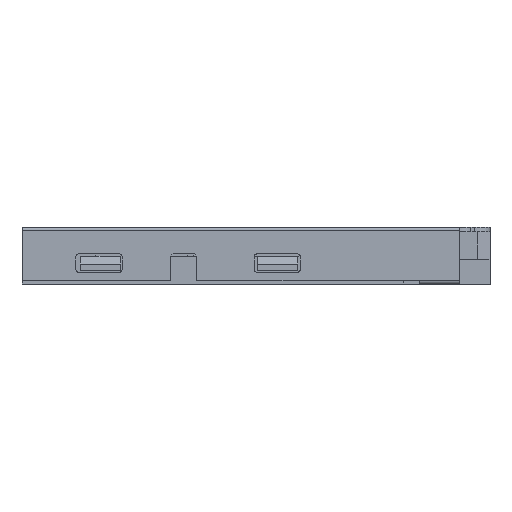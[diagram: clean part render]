
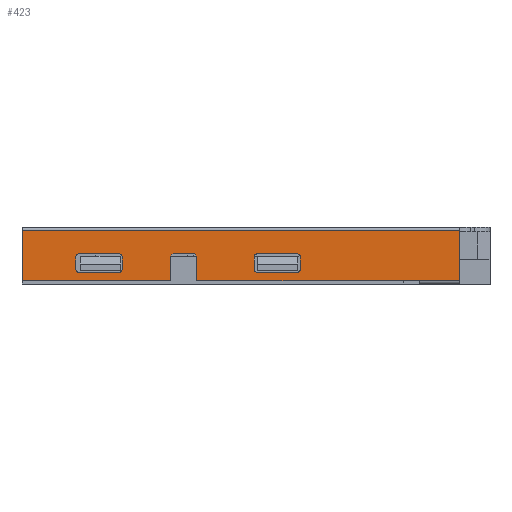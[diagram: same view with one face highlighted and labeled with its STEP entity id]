
A CAD part, left-side view. The second image highlights one B-rep face of the part: STEP entity #423.
In plain terms, the highlighted planar face has unit normal (-1, 0, 0).
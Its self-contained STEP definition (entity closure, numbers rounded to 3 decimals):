
#326 = VERTEX_POINT('',#327);
#327 = CARTESIAN_POINT('',(-7.,2.73,0.14));
#335 = VERTEX_POINT('',#336);
#336 = CARTESIAN_POINT('',(-7.,7.56,0.14));
#342 = EDGE_CURVE('',#326,#335,#343,.T.);
#343 = LINE('',#344,#345);
#344 = CARTESIAN_POINT('',(-7.,2.73,0.14));
#345 = VECTOR('',#346,1.);
#346 = DIRECTION('',(0.,1.,0.));
#357 = VERTEX_POINT('',#358);
#358 = CARTESIAN_POINT('',(-7.,-5.34,0.14));
#374 = VERTEX_POINT('',#375);
#375 = CARTESIAN_POINT('',(-7.,1.88,0.14));
#381 = EDGE_CURVE('',#357,#374,#382,.T.);
#382 = LINE('',#383,#384);
#383 = CARTESIAN_POINT('',(-7.,-5.34,0.14));
#384 = VECTOR('',#385,1.);
#385 = DIRECTION('',(0.,1.,0.));
#395 = EDGE_CURVE('',#326,#396,#398,.T.);
#396 = VERTEX_POINT('',#397);
#397 = CARTESIAN_POINT('',(-7.,2.73,0.95));
#398 = LINE('',#399,#400);
#399 = CARTESIAN_POINT('',(-7.,2.73,0.14));
#400 = VECTOR('',#401,1.);
#401 = DIRECTION('',(0.,0.,1.));
#423 = ADVANCED_FACE('',(#424,#489,#559),#629,.T.);
#424 = FACE_BOUND('',#425,.F.);
#425 = EDGE_LOOP('',(#426,#436,#444,#450,#451,#459,#467,#475,#481,#482,
    #483));
#426 = ORIENTED_EDGE('',*,*,#427,.F.);
#427 = EDGE_CURVE('',#428,#430,#432,.T.);
#428 = VERTEX_POINT('',#429);
#429 = CARTESIAN_POINT('',(-7.,-6.64,1.79));
#430 = VERTEX_POINT('',#431);
#431 = CARTESIAN_POINT('',(-7.,7.56,1.79));
#432 = LINE('',#433,#434);
#433 = CARTESIAN_POINT('',(-7.,-6.64,1.79));
#434 = VECTOR('',#435,1.);
#435 = DIRECTION('',(0.,1.,0.));
#436 = ORIENTED_EDGE('',*,*,#437,.T.);
#437 = EDGE_CURVE('',#428,#438,#440,.T.);
#438 = VERTEX_POINT('',#439);
#439 = CARTESIAN_POINT('',(-7.,-6.64,0.14));
#440 = LINE('',#441,#442);
#441 = CARTESIAN_POINT('',(-7.,-6.64,1.79));
#442 = VECTOR('',#443,1.);
#443 = DIRECTION('',(0.,0.,-1.));
#444 = ORIENTED_EDGE('',*,*,#445,.T.);
#445 = EDGE_CURVE('',#438,#357,#446,.T.);
#446 = LINE('',#447,#448);
#447 = CARTESIAN_POINT('',(-7.,-6.64,0.14));
#448 = VECTOR('',#449,1.);
#449 = DIRECTION('',(0.,1.,0.));
#450 = ORIENTED_EDGE('',*,*,#381,.T.);
#451 = ORIENTED_EDGE('',*,*,#452,.T.);
#452 = EDGE_CURVE('',#374,#453,#455,.T.);
#453 = VERTEX_POINT('',#454);
#454 = CARTESIAN_POINT('',(-7.,1.88,0.95));
#455 = LINE('',#456,#457);
#456 = CARTESIAN_POINT('',(-7.,1.88,0.14));
#457 = VECTOR('',#458,1.);
#458 = DIRECTION('',(0.,0.,1.));
#459 = ORIENTED_EDGE('',*,*,#460,.T.);
#460 = EDGE_CURVE('',#453,#461,#463,.T.);
#461 = VERTEX_POINT('',#462);
#462 = CARTESIAN_POINT('',(-7.,1.955,1.04));
#463 = LINE('',#464,#465);
#464 = CARTESIAN_POINT('',(-7.,1.88,0.95));
#465 = VECTOR('',#466,1.);
#466 = DIRECTION('',(0.,0.64,0.768));
#467 = ORIENTED_EDGE('',*,*,#468,.T.);
#468 = EDGE_CURVE('',#461,#469,#471,.T.);
#469 = VERTEX_POINT('',#470);
#470 = CARTESIAN_POINT('',(-7.,2.655,1.04));
#471 = LINE('',#472,#473);
#472 = CARTESIAN_POINT('',(-7.,1.955,1.04));
#473 = VECTOR('',#474,1.);
#474 = DIRECTION('',(0.,1.,0.));
#475 = ORIENTED_EDGE('',*,*,#476,.T.);
#476 = EDGE_CURVE('',#469,#396,#477,.T.);
#477 = LINE('',#478,#479);
#478 = CARTESIAN_POINT('',(-7.,2.655,1.04));
#479 = VECTOR('',#480,1.);
#480 = DIRECTION('',(0.,0.64,-0.768));
#481 = ORIENTED_EDGE('',*,*,#395,.F.);
#482 = ORIENTED_EDGE('',*,*,#342,.T.);
#483 = ORIENTED_EDGE('',*,*,#484,.F.);
#484 = EDGE_CURVE('',#430,#335,#485,.T.);
#485 = LINE('',#486,#487);
#486 = CARTESIAN_POINT('',(-7.,7.56,1.79));
#487 = VECTOR('',#488,1.);
#488 = DIRECTION('',(0.,0.,-1.));
#489 = FACE_BOUND('',#490,.F.);
#490 = EDGE_LOOP('',(#491,#502,#510,#519,#527,#536,#544,#553));
#491 = ORIENTED_EDGE('',*,*,#492,.T.);
#492 = EDGE_CURVE('',#493,#495,#497,.T.);
#493 = VERTEX_POINT('',#494);
#494 = CARTESIAN_POINT('',(-7.,-0.08,1.02));
#495 = VERTEX_POINT('',#496);
#496 = CARTESIAN_POINT('',(-7.,0.02,0.92));
#497 = CIRCLE('',#498,0.1);
#498 = AXIS2_PLACEMENT_3D('',#499,#500,#501);
#499 = CARTESIAN_POINT('',(-7.,-0.08,0.92));
#500 = DIRECTION('',(-1.,0.,0.));
#501 = DIRECTION('',(0.,0.,1.));
#502 = ORIENTED_EDGE('',*,*,#503,.T.);
#503 = EDGE_CURVE('',#495,#504,#506,.T.);
#504 = VERTEX_POINT('',#505);
#505 = CARTESIAN_POINT('',(-7.,0.02,0.52));
#506 = LINE('',#507,#508);
#507 = CARTESIAN_POINT('',(-7.,0.02,0.92));
#508 = VECTOR('',#509,1.);
#509 = DIRECTION('',(0.,0.,-1.));
#510 = ORIENTED_EDGE('',*,*,#511,.T.);
#511 = EDGE_CURVE('',#504,#512,#514,.T.);
#512 = VERTEX_POINT('',#513);
#513 = CARTESIAN_POINT('',(-7.,-0.08,0.42));
#514 = CIRCLE('',#515,0.1);
#515 = AXIS2_PLACEMENT_3D('',#516,#517,#518);
#516 = CARTESIAN_POINT('',(-7.,-0.08,0.52));
#517 = DIRECTION('',(-1.,0.,0.));
#518 = DIRECTION('',(0.,1.,0.));
#519 = ORIENTED_EDGE('',*,*,#520,.T.);
#520 = EDGE_CURVE('',#512,#521,#523,.T.);
#521 = VERTEX_POINT('',#522);
#522 = CARTESIAN_POINT('',(-7.,-1.38,0.42));
#523 = LINE('',#524,#525);
#524 = CARTESIAN_POINT('',(-7.,-0.08,0.42));
#525 = VECTOR('',#526,1.);
#526 = DIRECTION('',(0.,-1.,0.));
#527 = ORIENTED_EDGE('',*,*,#528,.T.);
#528 = EDGE_CURVE('',#521,#529,#531,.T.);
#529 = VERTEX_POINT('',#530);
#530 = CARTESIAN_POINT('',(-7.,-1.48,0.52));
#531 = CIRCLE('',#532,0.1);
#532 = AXIS2_PLACEMENT_3D('',#533,#534,#535);
#533 = CARTESIAN_POINT('',(-7.,-1.38,0.52));
#534 = DIRECTION('',(-1.,0.,0.));
#535 = DIRECTION('',(0.,0.,-1.));
#536 = ORIENTED_EDGE('',*,*,#537,.T.);
#537 = EDGE_CURVE('',#529,#538,#540,.T.);
#538 = VERTEX_POINT('',#539);
#539 = CARTESIAN_POINT('',(-7.,-1.48,0.92));
#540 = LINE('',#541,#542);
#541 = CARTESIAN_POINT('',(-7.,-1.48,0.52));
#542 = VECTOR('',#543,1.);
#543 = DIRECTION('',(0.,0.,1.));
#544 = ORIENTED_EDGE('',*,*,#545,.T.);
#545 = EDGE_CURVE('',#538,#546,#548,.T.);
#546 = VERTEX_POINT('',#547);
#547 = CARTESIAN_POINT('',(-7.,-1.38,1.02));
#548 = CIRCLE('',#549,0.1);
#549 = AXIS2_PLACEMENT_3D('',#550,#551,#552);
#550 = CARTESIAN_POINT('',(-7.,-1.38,0.92));
#551 = DIRECTION('',(-1.,0.,0.));
#552 = DIRECTION('',(0.,-1.,0.));
#553 = ORIENTED_EDGE('',*,*,#554,.T.);
#554 = EDGE_CURVE('',#546,#493,#555,.T.);
#555 = LINE('',#556,#557);
#556 = CARTESIAN_POINT('',(-7.,-1.38,1.02));
#557 = VECTOR('',#558,1.);
#558 = DIRECTION('',(0.,1.,0.));
#559 = FACE_BOUND('',#560,.F.);
#560 = EDGE_LOOP('',(#561,#572,#580,#589,#597,#606,#614,#623));
#561 = ORIENTED_EDGE('',*,*,#562,.T.);
#562 = EDGE_CURVE('',#563,#565,#567,.T.);
#563 = VERTEX_POINT('',#564);
#564 = CARTESIAN_POINT('',(-7.,5.71,1.02));
#565 = VERTEX_POINT('',#566);
#566 = CARTESIAN_POINT('',(-7.,5.81,0.92));
#567 = CIRCLE('',#568,0.1);
#568 = AXIS2_PLACEMENT_3D('',#569,#570,#571);
#569 = CARTESIAN_POINT('',(-7.,5.71,0.92));
#570 = DIRECTION('',(-1.,0.,0.));
#571 = DIRECTION('',(0.,0.,1.));
#572 = ORIENTED_EDGE('',*,*,#573,.T.);
#573 = EDGE_CURVE('',#565,#574,#576,.T.);
#574 = VERTEX_POINT('',#575);
#575 = CARTESIAN_POINT('',(-7.,5.81,0.52));
#576 = LINE('',#577,#578);
#577 = CARTESIAN_POINT('',(-7.,5.81,0.92));
#578 = VECTOR('',#579,1.);
#579 = DIRECTION('',(0.,0.,-1.));
#580 = ORIENTED_EDGE('',*,*,#581,.T.);
#581 = EDGE_CURVE('',#574,#582,#584,.T.);
#582 = VERTEX_POINT('',#583);
#583 = CARTESIAN_POINT('',(-7.,5.71,0.42));
#584 = CIRCLE('',#585,0.1);
#585 = AXIS2_PLACEMENT_3D('',#586,#587,#588);
#586 = CARTESIAN_POINT('',(-7.,5.71,0.52));
#587 = DIRECTION('',(-1.,0.,0.));
#588 = DIRECTION('',(0.,1.,0.));
#589 = ORIENTED_EDGE('',*,*,#590,.T.);
#590 = EDGE_CURVE('',#582,#591,#593,.T.);
#591 = VERTEX_POINT('',#592);
#592 = CARTESIAN_POINT('',(-7.,4.41,0.42));
#593 = LINE('',#594,#595);
#594 = CARTESIAN_POINT('',(-7.,5.71,0.42));
#595 = VECTOR('',#596,1.);
#596 = DIRECTION('',(0.,-1.,0.));
#597 = ORIENTED_EDGE('',*,*,#598,.T.);
#598 = EDGE_CURVE('',#591,#599,#601,.T.);
#599 = VERTEX_POINT('',#600);
#600 = CARTESIAN_POINT('',(-7.,4.31,0.52));
#601 = CIRCLE('',#602,0.1);
#602 = AXIS2_PLACEMENT_3D('',#603,#604,#605);
#603 = CARTESIAN_POINT('',(-7.,4.41,0.52));
#604 = DIRECTION('',(-1.,0.,0.));
#605 = DIRECTION('',(0.,0.,-1.));
#606 = ORIENTED_EDGE('',*,*,#607,.T.);
#607 = EDGE_CURVE('',#599,#608,#610,.T.);
#608 = VERTEX_POINT('',#609);
#609 = CARTESIAN_POINT('',(-7.,4.31,0.92));
#610 = LINE('',#611,#612);
#611 = CARTESIAN_POINT('',(-7.,4.31,0.52));
#612 = VECTOR('',#613,1.);
#613 = DIRECTION('',(0.,0.,1.));
#614 = ORIENTED_EDGE('',*,*,#615,.T.);
#615 = EDGE_CURVE('',#608,#616,#618,.T.);
#616 = VERTEX_POINT('',#617);
#617 = CARTESIAN_POINT('',(-7.,4.41,1.02));
#618 = CIRCLE('',#619,0.1);
#619 = AXIS2_PLACEMENT_3D('',#620,#621,#622);
#620 = CARTESIAN_POINT('',(-7.,4.41,0.92));
#621 = DIRECTION('',(-1.,0.,0.));
#622 = DIRECTION('',(0.,-1.,0.));
#623 = ORIENTED_EDGE('',*,*,#624,.T.);
#624 = EDGE_CURVE('',#616,#563,#625,.T.);
#625 = LINE('',#626,#627);
#626 = CARTESIAN_POINT('',(-7.,4.41,1.02));
#627 = VECTOR('',#628,1.);
#628 = DIRECTION('',(0.,1.,0.));
#629 = PLANE('',#630);
#630 = AXIS2_PLACEMENT_3D('',#631,#632,#633);
#631 = CARTESIAN_POINT('',(-7.,-6.64,1.89));
#632 = DIRECTION('',(-1.,0.,0.));
#633 = DIRECTION('',(0.,-1.,0.));
